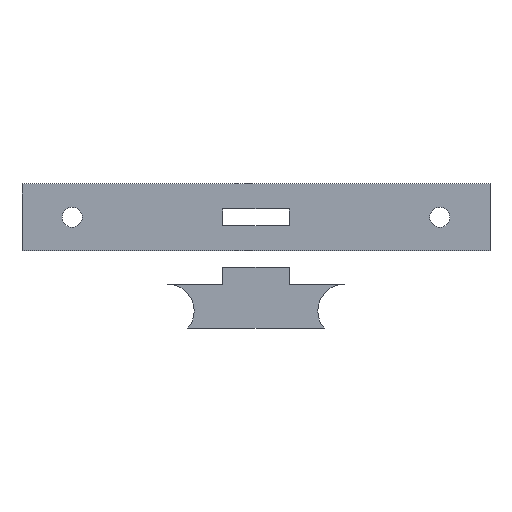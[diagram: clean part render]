
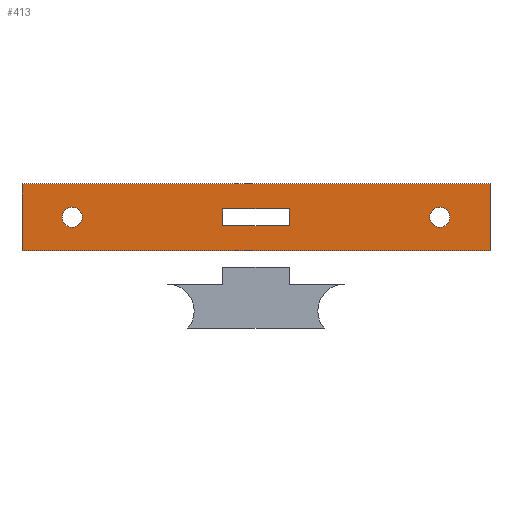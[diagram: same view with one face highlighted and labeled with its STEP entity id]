
A CAD part, top view. The second image highlights one B-rep face of the part: STEP entity #413.
In plain terms, the highlighted planar face has unit normal (0, 0, 1).
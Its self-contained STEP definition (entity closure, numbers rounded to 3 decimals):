
#13=FACE_BOUND('',#78,.T.);
#14=FACE_BOUND('',#79,.T.);
#15=FACE_BOUND('',#80,.T.);
#27=CIRCLE('',#449,3.);
#29=CIRCLE('',#452,3.);
#55=FACE_OUTER_BOUND('',#77,.T.);
#77=EDGE_LOOP('',(#355,#356,#357,#358));
#78=EDGE_LOOP('',(#359));
#79=EDGE_LOOP('',(#360));
#80=EDGE_LOOP('',(#361,#362,#363,#364));
#107=LINE('',#626,#153);
#110=LINE('',#632,#156);
#113=LINE('',#638,#159);
#116=LINE('',#642,#162);
#121=LINE('',#662,#167);
#124=LINE('',#668,#170);
#127=LINE('',#674,#173);
#130=LINE('',#678,#176);
#153=VECTOR('',#514,10.);
#156=VECTOR('',#519,10.);
#159=VECTOR('',#524,10.);
#162=VECTOR('',#529,10.);
#167=VECTOR('',#548,10.);
#170=VECTOR('',#553,10.);
#173=VECTOR('',#558,10.);
#176=VECTOR('',#563,10.);
#195=VERTEX_POINT('',#623);
#196=VERTEX_POINT('',#625);
#198=VERTEX_POINT('',#631);
#200=VERTEX_POINT('',#637);
#201=VERTEX_POINT('',#644);
#203=VERTEX_POINT('',#650);
#207=VERTEX_POINT('',#659);
#208=VERTEX_POINT('',#661);
#210=VERTEX_POINT('',#667);
#212=VERTEX_POINT('',#673);
#239=EDGE_CURVE('',#196,#195,#107,.T.);
#242=EDGE_CURVE('',#198,#196,#110,.T.);
#245=EDGE_CURVE('',#200,#198,#113,.T.);
#248=EDGE_CURVE('',#195,#200,#116,.T.);
#249=EDGE_CURVE('',#201,#201,#27,.T.);
#252=EDGE_CURVE('',#203,#203,#29,.T.);
#257=EDGE_CURVE('',#208,#207,#121,.T.);
#260=EDGE_CURVE('',#210,#208,#124,.T.);
#263=EDGE_CURVE('',#212,#210,#127,.T.);
#266=EDGE_CURVE('',#207,#212,#130,.T.);
#355=ORIENTED_EDGE('',*,*,#266,.T.);
#356=ORIENTED_EDGE('',*,*,#263,.T.);
#357=ORIENTED_EDGE('',*,*,#260,.T.);
#358=ORIENTED_EDGE('',*,*,#257,.T.);
#359=ORIENTED_EDGE('',*,*,#252,.T.);
#360=ORIENTED_EDGE('',*,*,#249,.T.);
#361=ORIENTED_EDGE('',*,*,#248,.T.);
#362=ORIENTED_EDGE('',*,*,#245,.T.);
#363=ORIENTED_EDGE('',*,*,#242,.T.);
#364=ORIENTED_EDGE('',*,*,#239,.T.);
#391=PLANE('',#458);
#413=ADVANCED_FACE('',(#55,#13,#14,#15),#391,.T.);
#449=AXIS2_PLACEMENT_3D('',#645,#532,#533);
#452=AXIS2_PLACEMENT_3D('',#651,#539,#540);
#458=AXIS2_PLACEMENT_3D('',#679,#564,#565);
#514=DIRECTION('',(0.,-1.,0.));
#519=DIRECTION('',(1.,0.,0.));
#524=DIRECTION('',(0.,1.,0.));
#529=DIRECTION('',(-1.,0.,0.));
#532=DIRECTION('center_axis',(0.,0.,-1.));
#533=DIRECTION('ref_axis',(1.,0.,0.));
#539=DIRECTION('center_axis',(0.,0.,-1.));
#540=DIRECTION('ref_axis',(1.,0.,0.));
#548=DIRECTION('',(0.,-1.,0.));
#553=DIRECTION('',(-1.,0.,0.));
#558=DIRECTION('',(0.,1.,0.));
#563=DIRECTION('',(1.,0.,0.));
#564=DIRECTION('center_axis',(0.,0.,1.));
#565=DIRECTION('ref_axis',(1.,0.,0.));
#623=CARTESIAN_POINT('',(54.732,17.959,5.));
#625=CARTESIAN_POINT('',(54.732,22.959,5.));
#626=CARTESIAN_POINT('',(54.732,22.959,5.));
#631=CARTESIAN_POINT('',(34.732,22.959,5.));
#632=CARTESIAN_POINT('',(34.732,22.959,5.));
#637=CARTESIAN_POINT('',(34.732,17.959,5.));
#638=CARTESIAN_POINT('',(34.732,17.959,5.));
#642=CARTESIAN_POINT('',(54.732,17.959,5.));
#644=CARTESIAN_POINT('',(-13.268,20.459,5.));
#645=CARTESIAN_POINT('Origin',(-10.268,20.459,5.));
#650=CARTESIAN_POINT('',(96.732,20.459,5.));
#651=CARTESIAN_POINT('Origin',(99.732,20.459,5.));
#659=CARTESIAN_POINT('',(-25.268,10.459,5.));
#661=CARTESIAN_POINT('',(-25.268,30.459,5.));
#662=CARTESIAN_POINT('',(-25.268,10.459,5.));
#667=CARTESIAN_POINT('',(114.732,30.459,5.));
#668=CARTESIAN_POINT('',(-25.268,30.459,5.));
#673=CARTESIAN_POINT('',(114.732,10.459,5.));
#674=CARTESIAN_POINT('',(114.732,30.459,5.));
#678=CARTESIAN_POINT('',(114.732,10.459,5.));
#679=CARTESIAN_POINT('Origin',(44.732,20.459,5.));
